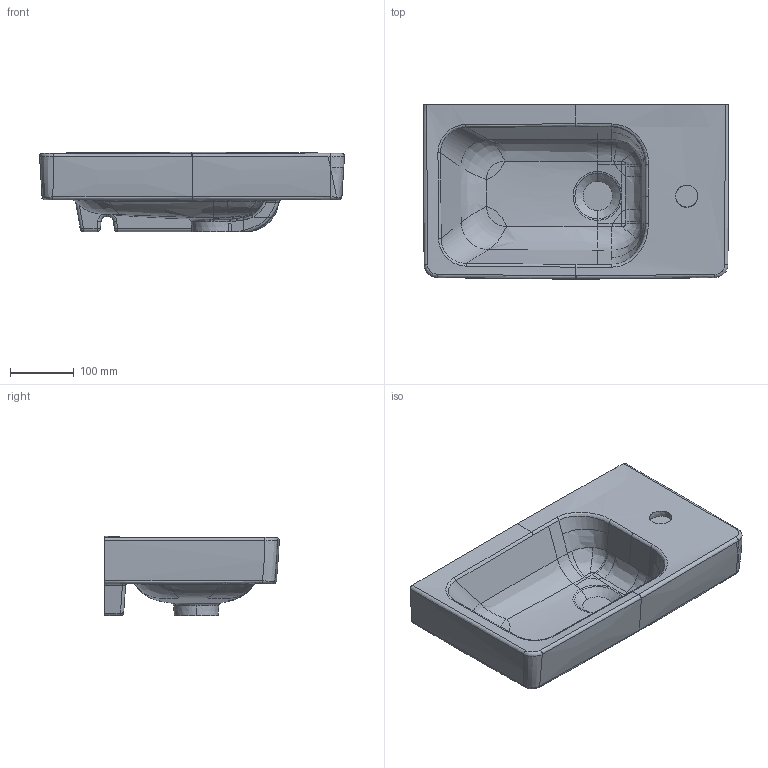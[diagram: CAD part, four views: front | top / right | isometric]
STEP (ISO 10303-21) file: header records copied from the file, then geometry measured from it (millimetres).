
FILE_DESCRIPTION(/* description */ (''),/* implementation_level */ '2;1');
FILE_NAME(/* name */ '03_PRT_W438648_Architectura_Facelift_HWB48_Komunications_Model.stp',/* time_stamp */ '2024-10-18T13:10:07+02:00',/* author */ (''),/* organization */ (''),/* preprocessor_version */ 'ST-DEVELOPER v18.1',/* originating_system */ 'SIEMENS PLM Software NX 1973',/* authorisation */ '');
FILE_SCHEMA (('AUTOMOTIVE_DESIGN { 1 0 10303 214 3 1 1 1 }'));
Products named in the file (1): Varg3DD87DAFjh6u
Bounding box: 479.01 x 273.86 x 124.5 mm (x, y, z)
Volume: 6624662 mm3; surface area: 450807.3 mm2
Topology: 1 solids, 1 shells, 260 faces, 2174 edges, 3413 vertices
Faces by surface type: bspline 212, plane 25, cylinder 12, cone 5, sphere 5, extrusion 1
Entity records: 51639 total; most frequent: CARTESIAN_POINT 39610, B_SPLINE_CURVE_WITH_KNOTS 2031, STYLED_ITEM 1504, PRESENTATION_STYLE_ASSIGNMENT 1504, CURVE_STYLE 1503, DRAUGHTING_PRE_DEFINED_CURVE_FONT 1503, ORIENTED_EDGE 1322, EDGE_CURVE 661
